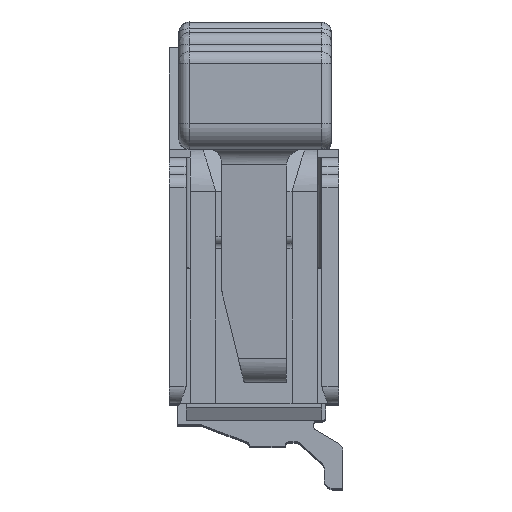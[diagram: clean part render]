
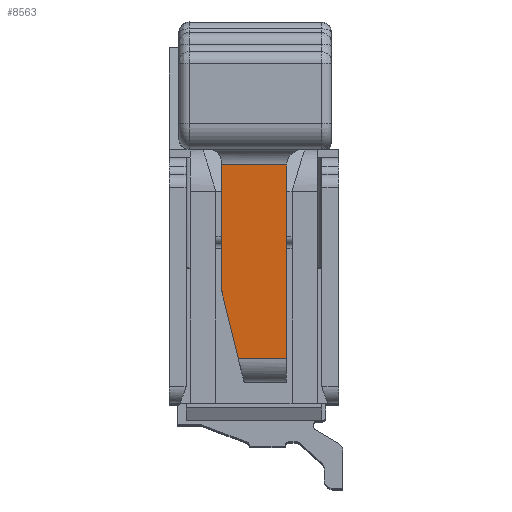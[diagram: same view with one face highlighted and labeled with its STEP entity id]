
A CAD part, top view. The second image highlights one B-rep face of the part: STEP entity #8563.
In plain terms, the highlighted planar face has unit normal (0, -0.072, 0.997).
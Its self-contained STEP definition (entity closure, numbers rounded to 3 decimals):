
#2978=DIRECTION('',(0.,-0.997,-0.073));
#2979=VECTOR('',#2978,1.468);
#2980=CARTESIAN_POINT('',(0.615,3.815,8.107));
#2981=LINE('',#2980,#2979);
#3114=DIRECTION('',(0.238,-0.969,-0.07));
#3115=VECTOR('',#3114,0.848);
#3116=CARTESIAN_POINT('',(0.615,2.35,8.));
#3117=LINE('',#3116,#3115);
#3124=CARTESIAN_POINT('',(0.817,1.528,7.94));
#3126=DIRECTION('',(1.,0.,0.));
#3127=VECTOR('',#3126,0.568);
#3128=CARTESIAN_POINT('',(0.817,1.528,7.94));
#3129=LINE('',#3128,#3127);
#3134=CARTESIAN_POINT('',(1.386,3.815,8.107));
#3135=CARTESIAN_POINT('',(1.385,3.81,8.106));
#3136=CARTESIAN_POINT('',(1.385,3.805,8.106));
#3137=CARTESIAN_POINT('',(1.385,3.8,8.105));
#3152=DIRECTION('',(-1.,0.,0.));
#3153=VECTOR('',#3152,0.771);
#3154=CARTESIAN_POINT('',(1.386,3.815,8.107));
#3155=LINE('',#3154,#3153);
#3244=DIRECTION('',(0.,0.997,0.073));
#3245=VECTOR('',#3244,2.278);
#3246=CARTESIAN_POINT('',(1.385,1.528,7.94));
#3247=LINE('',#3246,#3245);
#4327=CARTESIAN_POINT('',(0.615,3.815,8.107));
#4328=VERTEX_POINT('',#4327);
#4329=CARTESIAN_POINT('',(0.615,2.35,8.));
#4330=VERTEX_POINT('',#4329);
#4378=VERTEX_POINT('',#3124);
#4387=CARTESIAN_POINT('',(1.385,1.528,7.94));
#4388=VERTEX_POINT('',#4387);
#4391=CARTESIAN_POINT('',(1.386,3.815,8.107));
#4392=VERTEX_POINT('',#4391);
#4393=VERTEX_POINT('',#3137);
#8547=CARTESIAN_POINT('',(1.,2.671,8.023));
#8548=DIRECTION('',(0.,-0.073,0.997));
#8549=DIRECTION('',(1.,0.,0.));
#8550=AXIS2_PLACEMENT_3D('',#8547,#8548,#8549);
#8551=PLANE('',#8550);
#8552=ORIENTED_EDGE('',*,*,#8527,.F.);
#8553=ORIENTED_EDGE('',*,*,#8355,.F.);
#8555=ORIENTED_EDGE('',*,*,#8554,.F.);
#8557=ORIENTED_EDGE('',*,*,#8556,.T.);
#8559=ORIENTED_EDGE('',*,*,#8558,.F.);
#8560=ORIENTED_EDGE('',*,*,#8538,.F.);
#8561=EDGE_LOOP('',(#8552,#8553,#8555,#8557,#8559,#8560));
#8562=FACE_OUTER_BOUND('',#8561,.F.);
#3138=B_SPLINE_CURVE_WITH_KNOTS('',3,(#3134,#3135,#3136,#3137),.UNSPECIFIED.,
.F.,.F.,(4,4),(0.,1.),.UNSPECIFIED.);
#8355=EDGE_CURVE('',#4328,#4330,#2981,.T.);
#8527=EDGE_CURVE('',#4330,#4378,#3117,.T.);
#8538=EDGE_CURVE('',#4378,#4388,#3129,.T.);
#8554=EDGE_CURVE('',#4392,#4328,#3155,.T.);
#8556=EDGE_CURVE('',#4392,#4393,#3138,.T.);
#8558=EDGE_CURVE('',#4388,#4393,#3247,.T.);
#8563=ADVANCED_FACE('',(#8562),#8551,.T.);
